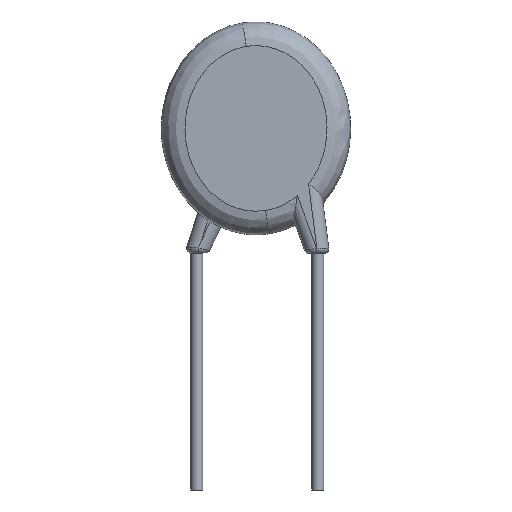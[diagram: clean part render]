
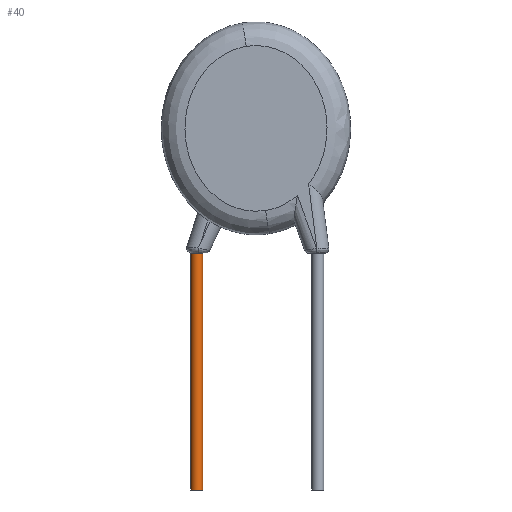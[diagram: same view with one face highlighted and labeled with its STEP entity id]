
A CAD part, front view. The second image highlights one B-rep face of the part: STEP entity #40.
In plain terms, the highlighted cylindrical face has radius 0.25 mm (diameter 0.5 mm), a partial arc.
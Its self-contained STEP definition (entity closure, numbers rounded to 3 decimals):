
#8 = CYLINDRICAL_SURFACE ( 'NONE', #1237, 0.25 ) ;
#40 = ADVANCED_FACE ( 'NONE', ( #210 ), #8, .T. ) ;
#106 = CIRCLE ( 'NONE', #144, 0.25 ) ;
#144 = AXIS2_PLACEMENT_3D ( 'NONE', #1945, #2162, #630 ) ;
#168 = DIRECTION ( 'NONE',  ( 0., 0., 1. ) ) ;
#209 = DIRECTION ( 'NONE',  ( 1., 0., 0. ) ) ;
#210 = FACE_OUTER_BOUND ( 'NONE', #1569, .T. ) ;
#237 = AXIS2_PLACEMENT_3D ( 'NONE', #2479, #168, #209 ) ;
#316 = CARTESIAN_POINT ( 'NONE',  ( -2.253, 1.505, -15.277 ) ) ;
#336 = ORIENTED_EDGE ( 'NONE', *, *, #1475, .T. ) ;
#347 = CARTESIAN_POINT ( 'NONE',  ( -2.753, 1.505, -15.277 ) ) ;
#350 = VERTEX_POINT ( 'NONE', #1929 ) ;
#630 = DIRECTION ( 'NONE',  ( 1., 0., 0. ) ) ;
#652 = CARTESIAN_POINT ( 'NONE',  ( -2.253, 1.505, -5.277 ) ) ;
#698 = LINE ( 'NONE', #316, #812 ) ;
#714 = ORIENTED_EDGE ( 'NONE', *, *, #1255, .F. ) ;
#769 = VERTEX_POINT ( 'NONE', #1536 ) ;
#811 = VERTEX_POINT ( 'NONE', #2477 ) ;
#812 = VECTOR ( 'NONE', #1859, 1000. ) ;
#958 = CARTESIAN_POINT ( 'NONE',  ( -2.503, 1.505, -15.277 ) ) ;
#984 = ORIENTED_EDGE ( 'NONE', *, *, #1386, .T. ) ;
#1237 = AXIS2_PLACEMENT_3D ( 'NONE', #958, #2328, #1924 ) ;
#1255 = EDGE_CURVE ( 'NONE', #769, #811, #1663, .T. ) ;
#1386 = EDGE_CURVE ( 'NONE', #1994, #811, #106, .T. ) ;
#1447 = CIRCLE ( 'NONE', #237, 0.25 ) ;
#1475 = EDGE_CURVE ( 'NONE', #350, #1994, #698, .T. ) ;
#1536 = CARTESIAN_POINT ( 'NONE',  ( -2.753, 1.505, -15.277 ) ) ;
#1569 = EDGE_LOOP ( 'NONE', ( #714, #2044, #336, #984 ) ) ;
#1663 = LINE ( 'NONE', #347, #1754 ) ;
#1754 = VECTOR ( 'NONE', #2427, 1000. ) ;
#1859 = DIRECTION ( 'NONE',  ( 0., 0., 1. ) ) ;
#1924 = DIRECTION ( 'NONE',  ( 1., 0., 0. ) ) ;
#1929 = CARTESIAN_POINT ( 'NONE',  ( -2.253, 1.505, -15.277 ) ) ;
#1945 = CARTESIAN_POINT ( 'NONE',  ( -2.503, 1.505, -5.277 ) ) ;
#1994 = VERTEX_POINT ( 'NONE', #652 ) ;
#2044 = ORIENTED_EDGE ( 'NONE', *, *, #2341, .T. ) ;
#2162 = DIRECTION ( 'NONE',  ( 0., 0., -1. ) ) ;
#2328 = DIRECTION ( 'NONE',  ( 0., 0., 1. ) ) ;
#2341 = EDGE_CURVE ( 'NONE', #769, #350, #1447, .T. ) ;
#2427 = DIRECTION ( 'NONE',  ( 0., 0., 1. ) ) ;
#2477 = CARTESIAN_POINT ( 'NONE',  ( -2.753, 1.505, -5.277 ) ) ;
#2479 = CARTESIAN_POINT ( 'NONE',  ( -2.503, 1.505, -15.277 ) ) ;
